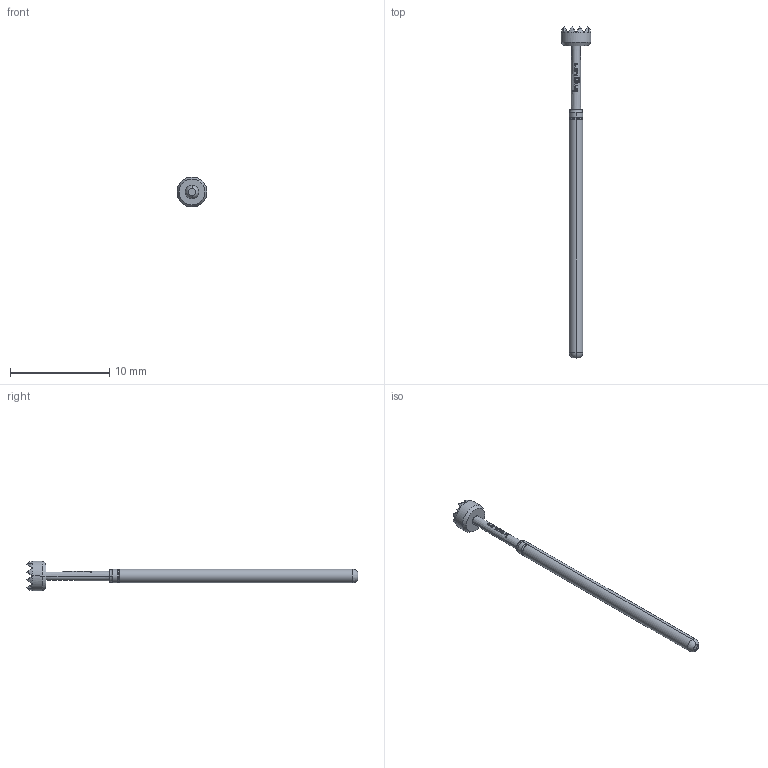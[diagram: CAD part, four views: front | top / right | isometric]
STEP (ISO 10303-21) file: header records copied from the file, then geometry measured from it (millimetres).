
FILE_DESCRIPTION (( 'STEP AP203' ), '1' );
FILE_NAME ('INGUN_GKS-100_306_300_A_xx00.STEP', '2021-10-29T08:53:07', ( 'ochi' ), ( '' ), 'SwSTEP 2.0', 'SolidWorks 2018', '' );
FILE_SCHEMA (( 'CONFIG_CONTROL_DESIGN' ));
Length unit declared in the file: millimetre
Products named in the file (1): INGUN_GKS-100_306_300_A_xx00
Bounding box: 3 x 33.4 x 3 mm (x, y, z)
Volume: 51.3 mm3; surface area: 160.4 mm2
Topology: 1 solids, 1 shells, 161 faces, 385 edges, 234 vertices
Faces by surface type: bspline 61, plane 59, cone 23, torus 10, cylinder 8
Entity records: 5671 total; most frequent: CARTESIAN_POINT 2571, ORIENTED_EDGE 770, DIRECTION 398, EDGE_CURVE 385, VERTEX_POINT 234, B_SPLINE_CURVE_WITH_KNOTS 187, EDGE_LOOP 169, ADVANCED_FACE 161
